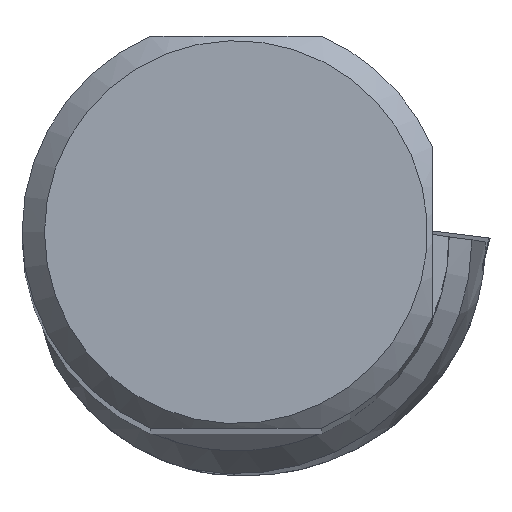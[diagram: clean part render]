
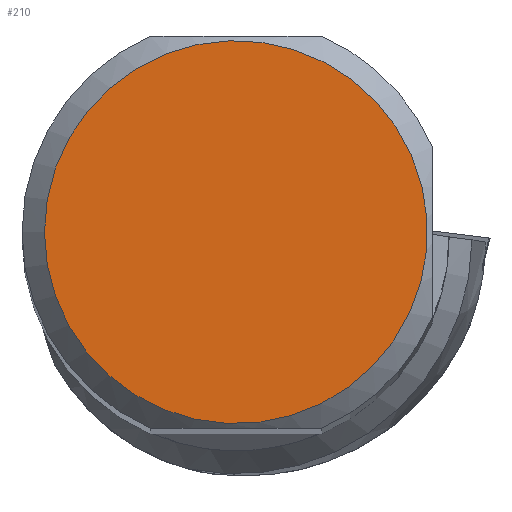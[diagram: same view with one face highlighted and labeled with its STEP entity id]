
A CAD part, top view. The second image highlights one B-rep face of the part: STEP entity #210.
In plain terms, the highlighted planar face has unit normal (0, 0, 1).
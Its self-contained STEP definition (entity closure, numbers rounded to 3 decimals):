
#170=FACE_OUTER_BOUND('',#391,.T.);
#210=ADVANCED_FACE('CU_SU_BP3',(#170),#237,.T.);
#237=PLANE('',#955);
#391=EDGE_LOOP('',(#544));
#544=ORIENTED_EDGE('',*,*,#780,.F.);
#686=VERTEX_POINT('',#1547);
#780=EDGE_CURVE('',#686,#686,#823,.T.);
#823=CIRCLE('',#953,17.039);
#953=AXIS2_PLACEMENT_3D('',#1546,#1140,#1141);
#955=AXIS2_PLACEMENT_3D('',#1549,#1144,#1145);
#1140=DIRECTION('',(0.,0.,-1.));
#1141=DIRECTION('',(-1.,0.,0.));
#1144=DIRECTION('',(0.,0.,1.));
#1145=DIRECTION('',(-1.,0.,0.));
#1546=CARTESIAN_POINT('',(0.,0.,0.));
#1547=CARTESIAN_POINT('',(-17.039,0.,0.));
#1549=CARTESIAN_POINT('',(0.,0.,0.));
